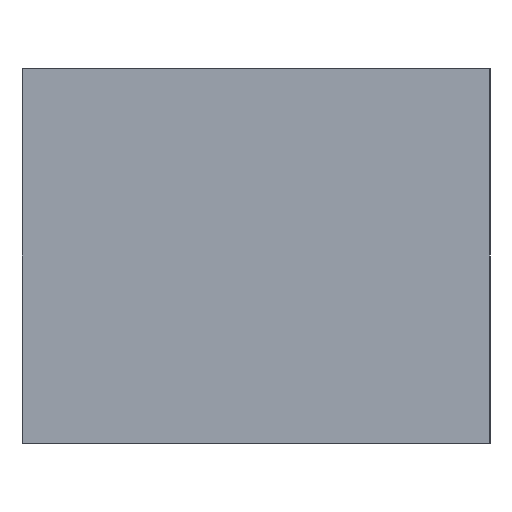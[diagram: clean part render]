
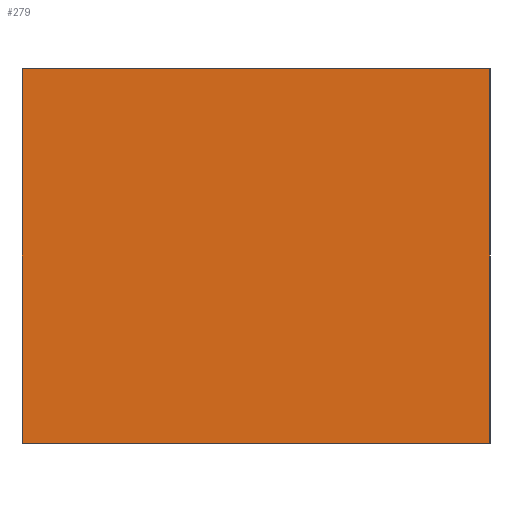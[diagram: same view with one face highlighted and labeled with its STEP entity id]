
A CAD part, left-side view. The second image highlights one B-rep face of the part: STEP entity #279.
In plain terms, the highlighted planar face has unit normal (-1, 0, 0).
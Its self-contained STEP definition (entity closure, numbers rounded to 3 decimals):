
#18=FACE_OUTER_BOUND('',#33,.T.);
#33=EDGE_LOOP('',(#187,#188,#189,#190));
#48=LINE('',#411,#85);
#49=LINE('',#413,#86);
#50=LINE('',#415,#87);
#51=LINE('',#416,#88);
#85=VECTOR('',#338,10.);
#86=VECTOR('',#339,10.);
#87=VECTOR('',#340,10.);
#88=VECTOR('',#341,10.);
#122=VERTEX_POINT('',#409);
#123=VERTEX_POINT('',#410);
#124=VERTEX_POINT('',#412);
#125=VERTEX_POINT('',#414);
#148=EDGE_CURVE('',#122,#123,#48,.T.);
#149=EDGE_CURVE('',#122,#124,#49,.T.);
#150=EDGE_CURVE('',#125,#124,#50,.T.);
#151=EDGE_CURVE('',#123,#125,#51,.T.);
#187=ORIENTED_EDGE('',*,*,#148,.F.);
#188=ORIENTED_EDGE('',*,*,#149,.T.);
#189=ORIENTED_EDGE('',*,*,#150,.F.);
#190=ORIENTED_EDGE('',*,*,#151,.F.);
#265=PLANE('',#317);
#279=ADVANCED_FACE('',(#18),#265,.T.);
#317=AXIS2_PLACEMENT_3D('',#408,#336,#337);
#336=DIRECTION('center_axis',(-1.,0.,0.));
#337=DIRECTION('ref_axis',(0.,1.,0.));
#338=DIRECTION('',(0.,-1.,0.));
#339=DIRECTION('',(0.,0.,-1.));
#340=DIRECTION('',(0.,1.,0.));
#341=DIRECTION('',(0.,0.,-1.));
#408=CARTESIAN_POINT('Origin',(-21.,0.,0.));
#409=CARTESIAN_POINT('',(-21.,20.,0.));
#410=CARTESIAN_POINT('',(-21.,0.,0.));
#411=CARTESIAN_POINT('',(-21.,20.,0.));
#412=CARTESIAN_POINT('',(-21.,20.,-16.));
#413=CARTESIAN_POINT('',(-21.,20.,0.));
#414=CARTESIAN_POINT('',(-21.,0.,-16.));
#415=CARTESIAN_POINT('',(-21.,20.,-16.));
#416=CARTESIAN_POINT('',(-21.,0.,0.));
